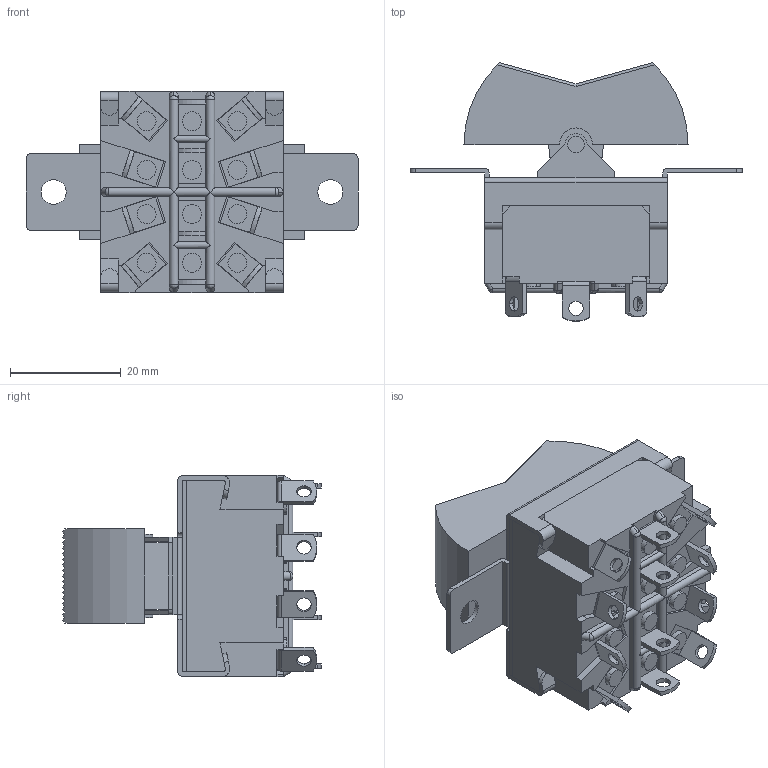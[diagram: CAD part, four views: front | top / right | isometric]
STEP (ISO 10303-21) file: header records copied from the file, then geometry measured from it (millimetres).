
FILE_DESCRIPTION (( 'STEP AP203' ), '1' );
FILE_NAME ('A4LP01.STEP', '2020-03-03T00:41:20', ( '' ), ( '' ), 'SwSTEP 2.0', 'SolidWorks 2018', '' );
FILE_SCHEMA (( 'CONFIG_CONTROL_DESIGN' ));
Length unit declared in the file: millimetre
Products named in the file (5): A4LP01; 働乕僗 3_4嬌 (A僔儕乕僘); 壓慻 4嬌 1抂巕 (A僔儕乕僘); 1端子 (Aシリーズ); 上組 ロッカー(3極4極) (Aシリーズ)
Assembly tree (15 placements, depth 3):
  A4LP01
    上組 ロッカー(3極4極) (Aシリーズ)
    壓慻 4嬌 1抂巕 (A僔儕乕僘)
      働乕僗 3_4嬌 (A僔儕乕僘)
      1端子 (Aシリーズ)  x12
Bounding box: 60 x 46.7 x 36.4 mm (x, y, z)
Volume: 31129 mm3; surface area: 16024.1 mm2
Topology: 16 solids, 16 shells, 584 faces, 1478 edges, 960 vertices
Faces by surface type: plane 378, cylinder 196, sphere 6, bspline 4
Entity records: 12987 total; most frequent: CARTESIAN_POINT 2481, ORIENTED_EDGE 2074, DIRECTION 1962, EDGE_CURVE 1037, VECTOR 736, LINE 736, VERTEX_POINT 668, AXIS2_PLACEMENT_3D 613
